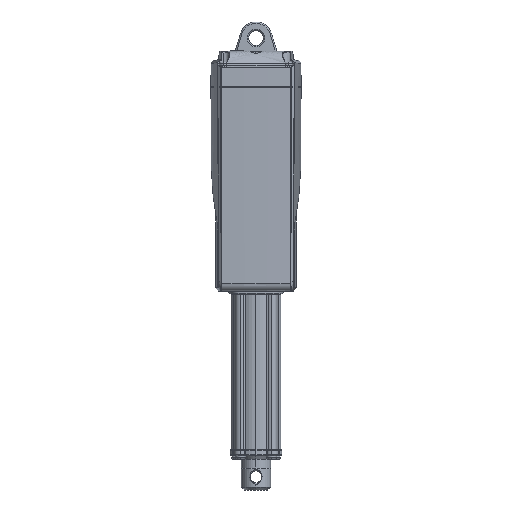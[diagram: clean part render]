
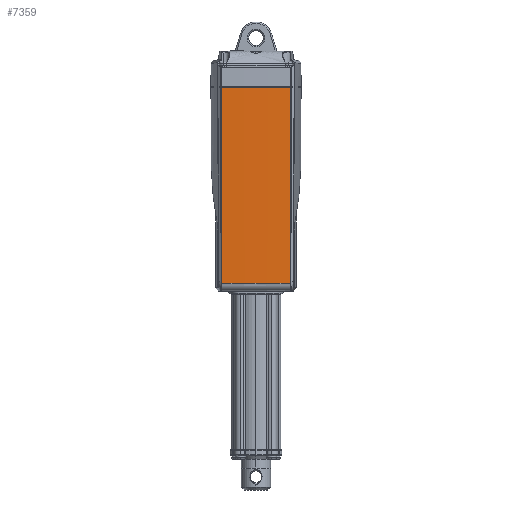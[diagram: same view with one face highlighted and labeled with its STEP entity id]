
A CAD part, left-side view. The second image highlights one B-rep face of the part: STEP entity #7359.
In plain terms, the highlighted conical face has half-angle 0.3 degrees and reference radius 1126.82 mm.
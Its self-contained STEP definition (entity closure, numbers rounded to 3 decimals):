
#139 = CARTESIAN_POINT ( 'NONE',  ( -47.555, -23.531, -133.529 ) ) ;
#930 = CARTESIAN_POINT ( 'NONE',  ( -47.555, 23.533, -133.442 ) ) ;
#1256 = CARTESIAN_POINT ( 'NONE',  ( -48.167, 23.778, -15.666 ) ) ;
#1572 = EDGE_CURVE ( 'NONE', #20711, #5856, #9754, .T. ) ;
#2179 = CARTESIAN_POINT ( 'NONE',  ( -48.195, -23.79, -10.333 ) ) ;
#2451 = AXIS2_PLACEMENT_3D ( 'NONE', #28691, #12768, #31359 ) ;
#3307 = CARTESIAN_POINT ( 'NONE',  ( -48.248, 23.811, 0. ) ) ;
#3987 = CARTESIAN_POINT ( 'NONE',  ( -48.029, 23.723, -42.333 ) ) ;
#4754 = EDGE_CURVE ( 'NONE', #10489, #29288, #22569, .T. ) ;
#4911 = CARTESIAN_POINT ( 'NONE',  ( -48.139, -23.767, -21. ) ) ;
#5697 = CARTESIAN_POINT ( 'NONE',  ( -47.556, 23.533, -133.399 ) ) ;
#5856 = VERTEX_POINT ( 'NONE', #10773 ) ;
#6059 = EDGE_LOOP ( 'NONE', ( #6756, #16434, #20968, #23466, #25693, #8142 ) ) ;
#6079 = CARTESIAN_POINT ( 'NONE',  ( -48.248, -23.811, 0. ) ) ;
#6203 = CIRCLE ( 'NONE', #19938, 1126.118 ) ;
#6447 = CARTESIAN_POINT ( 'NONE',  ( -47.556, 23.533, -133.399 ) ) ;
#6561 = CARTESIAN_POINT ( 'NONE',  ( -48.248, 23.811, 0. ) ) ;
#6676 = CARTESIAN_POINT ( 'NONE',  ( -47.807, 23.634, -84.999 ) ) ;
#6756 = ORIENTED_EDGE ( 'NONE', *, *, #7877, .T. ) ;
#7359 = ADVANCED_FACE ( 'NONE', ( #11618 ), #28187, .T. ) ;
#7487 = CARTESIAN_POINT ( 'NONE',  ( -48.247, -23.81, -0.333 ) ) ;
#7601 = CARTESIAN_POINT ( 'NONE',  ( -47.918, -23.678, -63.666 ) ) ;
#7877 = EDGE_CURVE ( 'NONE', #28284, #10489, #28290, .T. ) ;
#8134 = CARTESIAN_POINT ( 'NONE',  ( -47.555, -23.532, -133.485 ) ) ;
#8142 = ORIENTED_EDGE ( 'NONE', *, *, #32327, .F. ) ;
#8234 = B_SPLINE_CURVE_WITH_KNOTS ( 'NONE', 3,
 ( #15358, #7487, #12836, #31427, #15471, #34110, #18157, #2179, #20862, #4911, #23538, #7601, #26199, #10295, #28884, #12956 ),
 .UNSPECIFIED., .F., .F.,
 ( 4, 3, 3, 3, 3, 4 ),
 ( 0., 0.001, 0.005, 0.021, 0.085, 0.133 ),
 .UNSPECIFIED. ) ;
#9134 = VERTEX_POINT ( 'NONE', #6079 ) ;
#9393 = CARTESIAN_POINT ( 'NONE',  ( -47.639, 23.566, -117.265 ) ) ;
#9754 = B_SPLINE_CURVE_WITH_KNOTS ( 'NONE', 3,
 ( #32071, #26732, #8134, #139 ),
 .UNSPECIFIED., .F., .F.,
 ( 4, 4 ),
 ( 0., 0. ),
 .UNSPECIFIED. ) ;
#10295 = CARTESIAN_POINT ( 'NONE',  ( -47.723, -23.6, -101.132 ) ) ;
#10489 = VERTEX_POINT ( 'NONE', #5697 ) ;
#10773 = CARTESIAN_POINT ( 'NONE',  ( -47.555, -23.531, -133.529 ) ) ;
#11618 = FACE_OUTER_BOUND ( 'NONE', #6059, .T. ) ;
#11941 = CARTESIAN_POINT ( 'NONE',  ( -48.243, 23.809, -1. ) ) ;
#12008 = CARTESIAN_POINT ( 'NONE',  ( -47.555, 23.531, -133.529 ) ) ;
#12768 = DIRECTION ( 'NONE',  ( 0., 0., 1. ) ) ;
#12836 = CARTESIAN_POINT ( 'NONE',  ( -48.245, -23.81, -0.667 ) ) ;
#12956 = CARTESIAN_POINT ( 'NONE',  ( -47.556, -23.533, -133.399 ) ) ;
#14299 = DIRECTION ( 'NONE',  ( 1., 0., 0. ) ) ;
#14365 = CARTESIAN_POINT ( 'NONE',  ( -47.555, 23.532, -133.485 ) ) ;
#14583 = CARTESIAN_POINT ( 'NONE',  ( -48.229, 23.804, -3.667 ) ) ;
#14592 = DIRECTION ( 'NONE',  ( 0., 0., 1. ) ) ;
#15358 = CARTESIAN_POINT ( 'NONE',  ( -48.248, -23.811, 0. ) ) ;
#15471 = CARTESIAN_POINT ( 'NONE',  ( -48.236, -23.806, -2.333 ) ) ;
#16434 = ORIENTED_EDGE ( 'NONE', *, *, #4754, .T. ) ;
#17143 = CARTESIAN_POINT ( 'NONE',  ( -47.556, -23.533, -133.399 ) ) ;
#17258 = CARTESIAN_POINT ( 'NONE',  ( -48.195, 23.79, -10.333 ) ) ;
#18157 = CARTESIAN_POINT ( 'NONE',  ( -48.222, -23.801, -5. ) ) ;
#19938 = AXIS2_PLACEMENT_3D ( 'NONE', #30547, #14592, #33208 ) ;
#19947 = CARTESIAN_POINT ( 'NONE',  ( -48.139, 23.767, -21. ) ) ;
#20711 = VERTEX_POINT ( 'NONE', #17143 ) ;
#20862 = CARTESIAN_POINT ( 'NONE',  ( -48.167, -23.778, -15.666 ) ) ;
#20968 = ORIENTED_EDGE ( 'NONE', *, *, #22144, .T. ) ;
#22144 = EDGE_CURVE ( 'NONE', #29288, #5856, #6203, .T. ) ;
#22338 = DIRECTION ( 'NONE',  ( 0., 0., 1. ) ) ;
#22516 = CARTESIAN_POINT ( 'NONE',  ( -48.247, 23.81, -0.333 ) ) ;
#22569 = B_SPLINE_CURVE_WITH_KNOTS ( 'NONE', 3,
 ( #6447, #930, #14365, #25077 ),
 .UNSPECIFIED., .F., .F.,
 ( 4, 4 ),
 ( 0., 0. ),
 .UNSPECIFIED. ) ;
#22642 = CARTESIAN_POINT ( 'NONE',  ( -47.918, 23.678, -63.666 ) ) ;
#23466 = ORIENTED_EDGE ( 'NONE', *, *, #1572, .F. ) ;
#23538 = CARTESIAN_POINT ( 'NONE',  ( -48.029, -23.723, -42.333 ) ) ;
#24784 = CARTESIAN_POINT ( 'NONE',  ( 1078.317, 0., 0. ) ) ;
#25077 = CARTESIAN_POINT ( 'NONE',  ( -47.555, 23.531, -133.529 ) ) ;
#25310 = CARTESIAN_POINT ( 'NONE',  ( -47.723, 23.6, -101.132 ) ) ;
#25693 = ORIENTED_EDGE ( 'NONE', *, *, #32882, .F. ) ;
#25769 = CIRCLE ( 'NONE', #2451, 1126.817 ) ;
#26199 = CARTESIAN_POINT ( 'NONE',  ( -47.807, -23.634, -84.999 ) ) ;
#26732 = CARTESIAN_POINT ( 'NONE',  ( -47.555, -23.533, -133.442 ) ) ;
#27870 = CARTESIAN_POINT ( 'NONE',  ( -48.245, 23.81, -0.667 ) ) ;
#27964 = AXIS2_PLACEMENT_3D ( 'NONE', #24784, #22338, #14299 ) ;
#27980 = CARTESIAN_POINT ( 'NONE',  ( -47.556, 23.533, -133.399 ) ) ;
#28187 = CONICAL_SURFACE ( 'NONE', #27964, 1126.817, 0.005 ) ;
#28284 = VERTEX_POINT ( 'NONE', #3307 ) ;
#28290 = B_SPLINE_CURVE_WITH_KNOTS ( 'NONE', 3,
 ( #6561, #22516, #27870, #11941, #30539, #14583, #33202, #17258, #1256, #19947, #3987, #22642, #6676, #25310, #9393, #27980 ),
 .UNSPECIFIED., .F., .F.,
 ( 4, 3, 3, 3, 3, 4 ),
 ( 0., 0.001, 0.005, 0.021, 0.085, 0.133 ),
 .UNSPECIFIED. ) ;
#28691 = CARTESIAN_POINT ( 'NONE',  ( 1078.317, 0., 0. ) ) ;
#28884 = CARTESIAN_POINT ( 'NONE',  ( -47.639, -23.566, -117.265 ) ) ;
#29288 = VERTEX_POINT ( 'NONE', #12008 ) ;
#30539 = CARTESIAN_POINT ( 'NONE',  ( -48.236, 23.806, -2.333 ) ) ;
#30547 = CARTESIAN_POINT ( 'NONE',  ( 1078.317, 0., -133.529 ) ) ;
#31359 = DIRECTION ( 'NONE',  ( 1., 0., 0. ) ) ;
#31427 = CARTESIAN_POINT ( 'NONE',  ( -48.243, -23.809, -1. ) ) ;
#32071 = CARTESIAN_POINT ( 'NONE',  ( -47.556, -23.533, -133.399 ) ) ;
#32327 = EDGE_CURVE ( 'NONE', #28284, #9134, #25769, .T. ) ;
#32882 = EDGE_CURVE ( 'NONE', #9134, #20711, #8234, .T. ) ;
#33202 = CARTESIAN_POINT ( 'NONE',  ( -48.222, 23.801, -5. ) ) ;
#33208 = DIRECTION ( 'NONE',  ( 1., 0., 0. ) ) ;
#34110 = CARTESIAN_POINT ( 'NONE',  ( -48.229, -23.804, -3.667 ) ) ;
